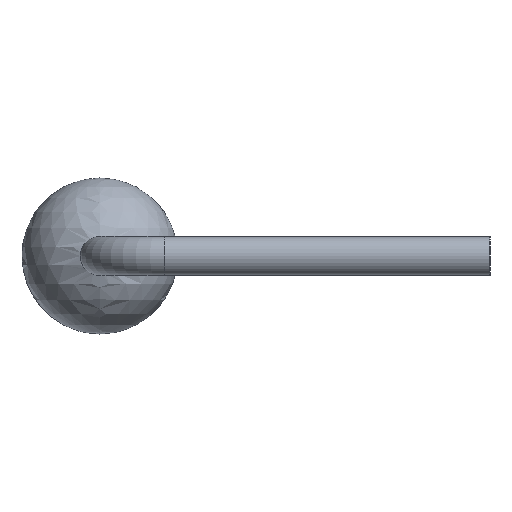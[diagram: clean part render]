
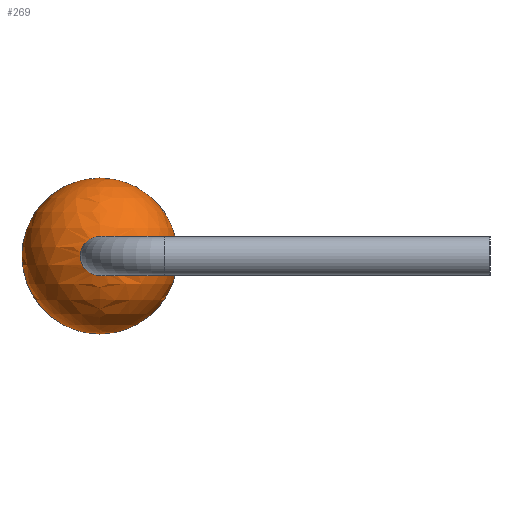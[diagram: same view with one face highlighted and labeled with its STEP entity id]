
A CAD part, left-side view. The second image highlights one B-rep face of the part: STEP entity #269.
In plain terms, the highlighted spherical face has radius 1.2 mm.
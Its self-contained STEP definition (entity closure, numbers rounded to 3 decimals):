
#37=FACE_BOUND('',#69,.T.);
#49=FACE_OUTER_BOUND('',#68,.T.);
#68=EDGE_LOOP('',(#207,#208,#209,#210,#211,#212,#213));
#69=EDGE_LOOP('',(#214));
#80=CIRCLE('',#295,1.197);
#83=CIRCLE('',#299,0.3);
#84=CIRCLE('',#300,0.3);
#85=CIRCLE('',#301,0.3);
#96=CIRCLE('',#320,1.2);
#97=CIRCLE('',#321,1.2);
#112=VERTEX_POINT('',#452);
#116=VERTEX_POINT('',#460);
#117=VERTEX_POINT('',#462);
#118=VERTEX_POINT('',#464);
#126=VERTEX_POINT('',#495);
#127=VERTEX_POINT('',#497);
#137=EDGE_CURVE('',#112,#112,#80,.T.);
#141=EDGE_CURVE('',#117,#116,#83,.T.);
#142=EDGE_CURVE('',#118,#117,#84,.T.);
#143=EDGE_CURVE('',#116,#118,#85,.T.);
#157=EDGE_CURVE('',#126,#118,#96,.T.);
#158=EDGE_CURVE('',#117,#127,#97,.T.);
#207=ORIENTED_EDGE('',*,*,#143,.T.);
#208=ORIENTED_EDGE('',*,*,#157,.F.);
#209=ORIENTED_EDGE('',*,*,#157,.T.);
#210=ORIENTED_EDGE('',*,*,#142,.T.);
#211=ORIENTED_EDGE('',*,*,#158,.T.);
#212=ORIENTED_EDGE('',*,*,#158,.F.);
#213=ORIENTED_EDGE('',*,*,#141,.T.);
#214=ORIENTED_EDGE('',*,*,#137,.T.);
#244=SPHERICAL_SURFACE('',#319,1.2);
#269=ADVANCED_FACE('',(#49,#37),#244,.T.);
#295=AXIS2_PLACEMENT_3D('',#453,#351,#352);
#299=AXIS2_PLACEMENT_3D('',#463,#360,#361);
#300=AXIS2_PLACEMENT_3D('',#465,#362,#363);
#301=AXIS2_PLACEMENT_3D('',#466,#364,#365);
#319=AXIS2_PLACEMENT_3D('',#494,#403,#404);
#320=AXIS2_PLACEMENT_3D('',#496,#405,#406);
#321=AXIS2_PLACEMENT_3D('',#498,#407,#408);
#351=DIRECTION('center_axis',(-1.,0.,0.));
#352=DIRECTION('ref_axis',(0.,0.,-1.));
#360=DIRECTION('center_axis',(1.,0.,0.));
#361=DIRECTION('ref_axis',(0.,-1.,0.));
#362=DIRECTION('center_axis',(1.,0.,0.));
#363=DIRECTION('ref_axis',(0.,-1.,0.));
#364=DIRECTION('center_axis',(1.,0.,0.));
#365=DIRECTION('ref_axis',(0.,-1.,0.));
#403=DIRECTION('center_axis',(0.,0.,1.));
#404=DIRECTION('ref_axis',(1.,0.,0.));
#405=DIRECTION('center_axis',(0.,-1.,0.));
#406=DIRECTION('ref_axis',(-1.,0.,0.));
#407=DIRECTION('center_axis',(0.,-1.,0.));
#408=DIRECTION('ref_axis',(-1.,0.,0.));
#452=CARTESIAN_POINT('',(-1.761,0.,1.197));
#453=CARTESIAN_POINT('Origin',(-1.761,0.,0.));
#460=CARTESIAN_POINT('',(-3.012,0.3,0.));
#462=CARTESIAN_POINT('',(-3.012,0.,-0.3));
#463=CARTESIAN_POINT('Origin',(-3.012,0.,0.));
#464=CARTESIAN_POINT('',(-3.012,0.,0.3));
#465=CARTESIAN_POINT('Origin',(-3.012,0.,0.));
#466=CARTESIAN_POINT('Origin',(-3.012,0.,0.));
#494=CARTESIAN_POINT('Origin',(-1.85,0.,0.));
#495=CARTESIAN_POINT('',(-1.85,0.,1.2));
#496=CARTESIAN_POINT('Origin',(-1.85,0.,0.));
#497=CARTESIAN_POINT('',(-1.85,0.,-1.2));
#498=CARTESIAN_POINT('Origin',(-1.85,0.,0.));
